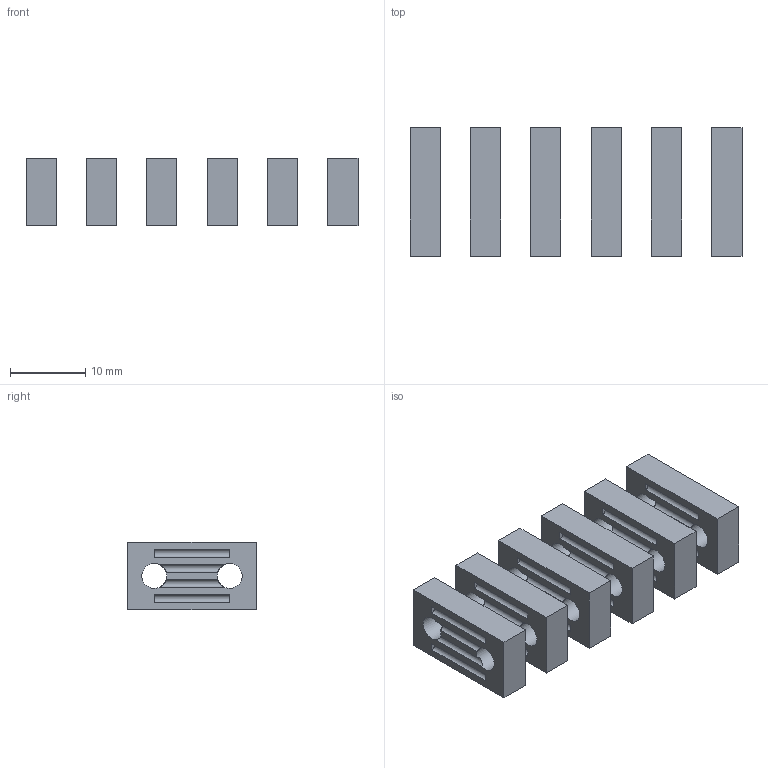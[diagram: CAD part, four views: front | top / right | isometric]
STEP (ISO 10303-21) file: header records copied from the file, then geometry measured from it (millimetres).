
FILE_DESCRIPTION(('FreeCAD Model'),'2;1');
FILE_NAME('Open CASCADE Shape Model','2026-02-24T18:15:40',(''),(''), 'Open CASCADE STEP processor 7.8','FreeCAD','Unknown');
FILE_SCHEMA(('AUTOMOTIVE_DESIGN { 1 0 10303 214 1 1 1 1 }'));
Length unit declared in the file: millimetre
Products named in the file (1): Group024
Bounding box: 44 x 17 x 9 mm (x, y, z)
Volume: 3096.9 mm3; surface area: 3611.8 mm2
Topology: 6 solids, 6 shells, 156 faces, 444 edges, 312 vertices
Faces by surface type: plane 96, cylinder 60
Full cylindrical faces by diameter (mm): 3.3 x12
Entity records: 10984 total; most frequent: CARTESIAN_POINT 6817, ORIENTED_EDGE 888, DIRECTION 830, EDGE_CURVE 444, VERTEX_POINT 312, AXIS2_PLACEMENT_3D 301, LINE 228, VECTOR 228
